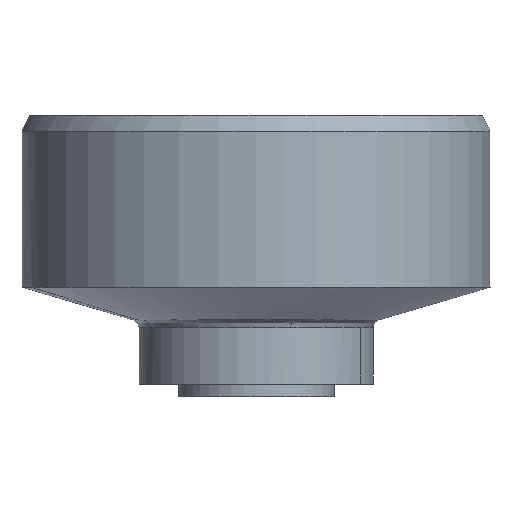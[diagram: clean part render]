
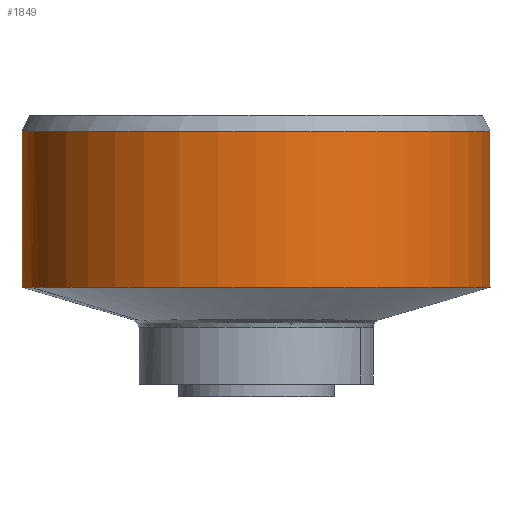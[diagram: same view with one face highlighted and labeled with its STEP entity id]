
A CAD part, left-side view. The second image highlights one B-rep face of the part: STEP entity #1849.
In plain terms, the highlighted free-form (B-spline) face has degree [2, 1] with [7, 2] control points.
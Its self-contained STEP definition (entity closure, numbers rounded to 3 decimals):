
#1479=CARTESIAN_POINT('',(-15.0,0.0,7.0));
#1480=VERTEX_POINT('',#1479);
#1481=CARTESIAN_POINT('',(-4.33,14.361,7.));
#1482=VERTEX_POINT('',#1481);
#1483=CARTESIAN_POINT('',(-15.0,0.0,7.0));
#1484=CARTESIAN_POINT('',(-15.,11.144,7.));
#1485=CARTESIAN_POINT('',(-4.33,14.361,7.));
#1493=(BOUNDED_CURVE()B_SPLINE_CURVE(2,(#1483,#1484,#1485),.UNSPECIFIED.,.F.,.U.)B_SPLINE_CURVE_WITH_KNOTS((3,3),(0.0,0.201),.UNSPECIFIED.)CURVE()GEOMETRIC_REPRESENTATION_ITEM()RATIONAL_B_SPLINE_CURVE((1.0,0.765,0.907))REPRESENTATION_ITEM(''));
#1494=EDGE_CURVE('',#1480,#1482,#1493,.T.);
#1572=CARTESIAN_POINT('',(0.916,-14.972,7.0));
#1573=VERTEX_POINT('',#1572);
#1587=CARTESIAN_POINT('',(0.916,-14.972,7.0));
#1588=CARTESIAN_POINT('',(0.458,-15.,7.));
#1589=CARTESIAN_POINT('',(0.0,-15.0,7.0));
#1590=CARTESIAN_POINT('',(-15.,-15.,7.));
#1591=CARTESIAN_POINT('',(-15.0,0.0,7.0));
#1599=(BOUNDED_CURVE()B_SPLINE_CURVE(2,(#1587,#1588,#1589,#1590,#1591),.UNSPECIFIED.,.F.,.U.)B_SPLINE_CURVE_WITH_KNOTS((3,2,3),(0.739,0.75,1.0),.UNSPECIFIED.)CURVE()GEOMETRIC_REPRESENTATION_ITEM()RATIONAL_B_SPLINE_CURVE((0.976,0.988,1.0,0.707,1.0))REPRESENTATION_ITEM(''));
#1600=EDGE_CURVE('',#1573,#1480,#1599,.T.);
#1627=CARTESIAN_POINT('',(14.042,5.274,7.));
#1628=VERTEX_POINT('',#1627);
#1629=CARTESIAN_POINT('',(-4.33,14.361,7.));
#1630=CARTESIAN_POINT('',(-2.212,15.,7.));
#1631=CARTESIAN_POINT('',(0.,15.,7.));
#1632=CARTESIAN_POINT('',(10.389,15.,7.));
#1633=CARTESIAN_POINT('',(14.042,5.274,7.));
#1641=(BOUNDED_CURVE()B_SPLINE_CURVE(2,(#1629,#1630,#1631,#1632,#1633),.UNSPECIFIED.,.F.,.U.)B_SPLINE_CURVE_WITH_KNOTS((3,2,3),(0.201,0.25,0.44),.UNSPECIFIED.)CURVE()GEOMETRIC_REPRESENTATION_ITEM()RATIONAL_B_SPLINE_CURVE((0.907,0.942,1.0,0.777,0.893))REPRESENTATION_ITEM(''));
#1642=EDGE_CURVE('',#1482,#1628,#1641,.T.);
#1725=CARTESIAN_POINT('',(14.042,5.274,17.));
#1726=VERTEX_POINT('',#1725);
#1742=CARTESIAN_POINT('',(0.916,-14.972,17.));
#1743=VERTEX_POINT('',#1742);
#1757=CARTESIAN_POINT('',(0.916,-14.972,17.));
#1758=CARTESIAN_POINT('',(0.916,-14.972,7.0));
#1759=QUASI_UNIFORM_CURVE('',1,(#1757,#1758),.UNSPECIFIED.,.F.,.U.);
#1760=EDGE_CURVE('',#1743,#1573,#1759,.T.);
#1765=CARTESIAN_POINT('',(14.042,5.274,17.));
#1766=CARTESIAN_POINT('',(14.042,5.274,7.));
#1767=QUASI_UNIFORM_CURVE('',1,(#1765,#1766),.UNSPECIFIED.,.F.,.U.);
#1768=EDGE_CURVE('',#1726,#1628,#1767,.T.);
#1773=CARTESIAN_POINT('',(0.916,-14.972,17.25));
#1774=CARTESIAN_POINT('',(-14.056,-15.888,17.25));
#1775=CARTESIAN_POINT('',(-14.972,-0.916,17.25));
#1776=CARTESIAN_POINT('',(-15.888,14.056,17.25));
#1777=CARTESIAN_POINT('',(-0.916,14.972,17.25));
#1778=CARTESIAN_POINT('',(10.146,15.649,17.25));
#1779=CARTESIAN_POINT('',(14.042,5.274,17.25));
#1780=CARTESIAN_POINT('',(0.916,-14.972,6.744));
#1781=CARTESIAN_POINT('',(-14.056,-15.888,6.744));
#1782=CARTESIAN_POINT('',(-14.972,-0.916,6.744));
#1783=CARTESIAN_POINT('',(-15.888,14.056,6.744));
#1784=CARTESIAN_POINT('',(-0.916,14.972,6.744));
#1785=CARTESIAN_POINT('',(10.146,15.649,6.744));
#1786=CARTESIAN_POINT('',(14.042,5.274,6.744));
#1794=(BOUNDED_SURFACE()B_SPLINE_SURFACE(2,1,((#1773,#1780),(#1774,#1781),(#1775,#1782),(#1776,#1783),(#1777,#1784),(#1778,#1785),(#1779,#1786)),.UNSPECIFIED.,.F.,.F.,.U.)B_SPLINE_SURFACE_WITH_KNOTS((3,2,2,3),(2,2),(0.0,24.853,49.706,69.588),(0.0,10.506),.UNSPECIFIED.)GEOMETRIC_REPRESENTATION_ITEM()RATIONAL_B_SPLINE_SURFACE(((1.0,1.0),(0.707,0.707),(1.0,1.0),(0.707,0.707),(1.0,1.0),(0.766,0.766),(0.906,0.906)))REPRESENTATION_ITEM('')SURFACE());
#1795=CARTESIAN_POINT('',(-1.771,14.895,17.));
#1796=VERTEX_POINT('',#1795);
#1797=CARTESIAN_POINT('',(-1.771,14.895,17.));
#1798=CARTESIAN_POINT('',(-0.888,15.,17.0));
#1799=CARTESIAN_POINT('',(0.0,15.0,17.0));
#1800=CARTESIAN_POINT('',(10.389,15.,17.));
#1801=CARTESIAN_POINT('',(14.042,5.274,17.));
#1809=(BOUNDED_CURVE()B_SPLINE_CURVE(2,(#1797,#1798,#1799,#1800,#1801),.UNSPECIFIED.,.F.,.U.)B_SPLINE_CURVE_WITH_KNOTS((3,2,3),(0.23,0.25,0.44),.UNSPECIFIED.)CURVE()GEOMETRIC_REPRESENTATION_ITEM()RATIONAL_B_SPLINE_CURVE((0.956,0.976,1.0,0.777,0.893))REPRESENTATION_ITEM(''));
#1810=EDGE_CURVE('',#1796,#1726,#1809,.T.);
#1811=ORIENTED_EDGE('',*,*,#1810,.T.);
#1812=ORIENTED_EDGE('',*,*,#1768,.T.);
#1813=ORIENTED_EDGE('',*,*,#1642,.F.);
#1814=ORIENTED_EDGE('',*,*,#1494,.F.);
#1815=ORIENTED_EDGE('',*,*,#1600,.F.);
#1816=ORIENTED_EDGE('',*,*,#1760,.F.);
#1817=CARTESIAN_POINT('',(-15.0,0.0,17.0));
#1818=VERTEX_POINT('',#1817);
#1819=CARTESIAN_POINT('',(0.916,-14.972,17.));
#1820=CARTESIAN_POINT('',(0.458,-15.,17.));
#1821=CARTESIAN_POINT('',(0.0,-15.0,17.0));
#1822=CARTESIAN_POINT('',(-15.,-15.,17.));
#1823=CARTESIAN_POINT('',(-15.0,0.0,17.0));
#1831=(BOUNDED_CURVE()B_SPLINE_CURVE(2,(#1819,#1820,#1821,#1822,#1823),.UNSPECIFIED.,.F.,.U.)B_SPLINE_CURVE_WITH_KNOTS((3,2,3),(0.739,0.75,1.0),.UNSPECIFIED.)CURVE()GEOMETRIC_REPRESENTATION_ITEM()RATIONAL_B_SPLINE_CURVE((0.976,0.988,1.0,0.707,1.0))REPRESENTATION_ITEM(''));
#1832=EDGE_CURVE('',#1743,#1818,#1831,.T.);
#1833=ORIENTED_EDGE('',*,*,#1832,.T.);
#1834=CARTESIAN_POINT('',(-15.0,0.0,17.0));
#1835=CARTESIAN_POINT('',(-15.,13.323,17.0));
#1836=CARTESIAN_POINT('',(-1.771,14.895,17.));
#1844=(BOUNDED_CURVE()B_SPLINE_CURVE(2,(#1834,#1835,#1836),.UNSPECIFIED.,.F.,.U.)B_SPLINE_CURVE_WITH_KNOTS((3,3),(0.0,0.23),.UNSPECIFIED.)CURVE()GEOMETRIC_REPRESENTATION_ITEM()RATIONAL_B_SPLINE_CURVE((1.0,0.731,0.956))REPRESENTATION_ITEM(''));
#1845=EDGE_CURVE('',#1818,#1796,#1844,.T.);
#1846=ORIENTED_EDGE('',*,*,#1845,.T.);
#1847=EDGE_LOOP('',(#1811,#1812,#1813,#1814,#1815,#1816,#1833,#1846));
#1848=FACE_OUTER_BOUND('',#1847,.T.);
#1849=ADVANCED_FACE('',(#1848),#1794,.T.);
